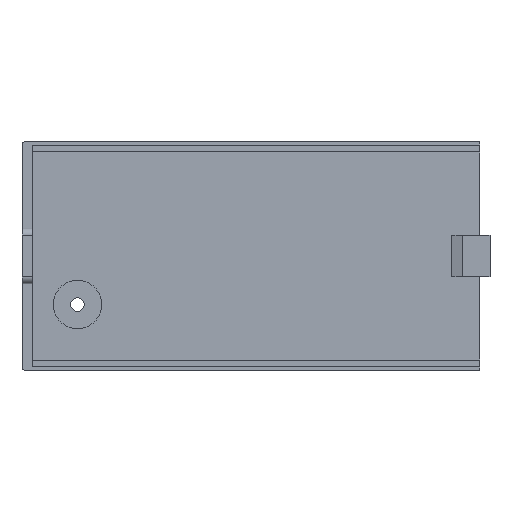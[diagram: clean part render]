
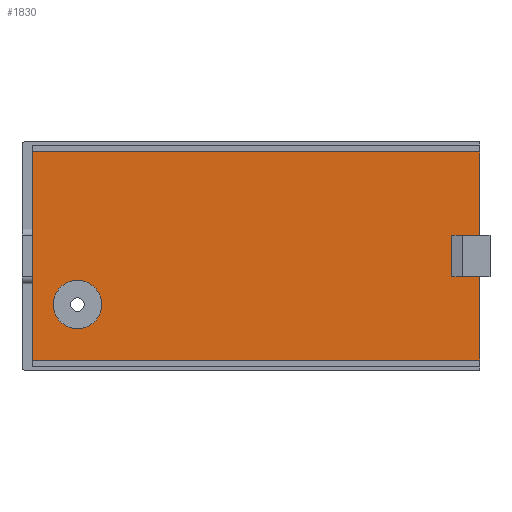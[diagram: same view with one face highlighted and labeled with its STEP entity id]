
A CAD part, front view. The second image highlights one B-rep face of the part: STEP entity #1830.
In plain terms, the highlighted planar face has unit normal (0, -1, 0).
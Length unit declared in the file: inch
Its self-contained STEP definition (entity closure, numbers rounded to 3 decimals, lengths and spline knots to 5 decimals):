
#1 = LINE ( 'NONE', #1422, #834 ) ;
#18 = VERTEX_POINT ( 'NONE', #1273 ) ;
#43 = VERTEX_POINT ( 'NONE', #370 ) ;
#75 = CARTESIAN_POINT ( 'NONE',  ( -1.23992, 0.09843, 0.59044 ) ) ;
#83 = CARTESIAN_POINT ( 'NONE',  ( 1.29897, 0.09843, 0.59044 ) ) ;
#99 = DIRECTION ( 'NONE',  ( 0., 0., -1. ) ) ;
#117 = DIRECTION ( 'NONE',  ( 1., 0., 0. ) ) ;
#137 = VERTEX_POINT ( 'NONE', #429 ) ;
#166 = EDGE_LOOP ( 'NONE', ( #1628, #1119, #421, #1430, #914, #412, #797, #940 ) ) ;
#178 = EDGE_CURVE ( 'NONE', #1456, #18, #1797, .T. ) ;
#180 = EDGE_CURVE ( 'NONE', #1579, #590, #1577, .T. ) ;
#183 = EDGE_CURVE ( 'NONE', #204, #43, #885, .T. ) ;
#204 = VERTEX_POINT ( 'NONE', #1698 ) ;
#254 = CARTESIAN_POINT ( 'NONE',  ( -1.23992, 0.09843, -0.59044 ) ) ;
#368 = DIRECTION ( 'NONE',  ( 1., 0., 0. ) ) ;
#370 = CARTESIAN_POINT ( 'NONE',  ( 1.29897, 0.09843, 0.11811 ) ) ;
#411 = DIRECTION ( 'NONE',  ( 0., 0., 1. ) ) ;
#412 = ORIENTED_EDGE ( 'NONE', *, *, #621, .F. ) ;
#414 = VECTOR ( 'NONE', #99, 39.37008 ) ;
#421 = ORIENTED_EDGE ( 'NONE', *, *, #1048, .F. ) ;
#429 = CARTESIAN_POINT ( 'NONE',  ( 1.29897, 0.09843, -0.59044 ) ) ;
#432 = DIRECTION ( 'NONE',  ( 0., 0., -1. ) ) ;
#439 = VECTOR ( 'NONE', #411, 39.37008 ) ;
#493 = EDGE_CURVE ( 'NONE', #204, #1624, #1799, .T. ) ;
#506 = CARTESIAN_POINT ( 'NONE',  ( 1.29897, 0.09843, -0.11811 ) ) ;
#528 = PLANE ( 'NONE',  #1301 ) ;
#554 = CARTESIAN_POINT ( 'NONE',  ( 1.29897, 0.09843, 0.59044 ) ) ;
#570 = CARTESIAN_POINT ( 'NONE',  ( -1.27929, 0.09843, 0.11811 ) ) ;
#590 = VERTEX_POINT ( 'NONE', #631 ) ;
#608 = VECTOR ( 'NONE', #432, 39.37008 ) ;
#621 = EDGE_CURVE ( 'NONE', #137, #1456, #1, .T. ) ;
#626 = CIRCLE ( 'NONE', #1775, 0.1378 ) ;
#631 = CARTESIAN_POINT ( 'NONE',  ( -0.84622, 0.09843, -0.27548 ) ) ;
#701 = VERTEX_POINT ( 'NONE', #506 ) ;
#712 = CARTESIAN_POINT ( 'NONE',  ( -1.23992, 0.09843, -0.59044 ) ) ;
#731 = DIRECTION ( 'NONE',  ( 0., 0., -1. ) ) ;
#797 = ORIENTED_EDGE ( 'NONE', *, *, #1406, .F. ) ;
#814 = FACE_BOUND ( 'NONE', #1903, .T. ) ;
#834 = VECTOR ( 'NONE', #1275, 39.37008 ) ;
#885 = LINE ( 'NONE', #570, #1608 ) ;
#904 = DIRECTION ( 'NONE',  ( 1., 0., 0. ) ) ;
#914 = ORIENTED_EDGE ( 'NONE', *, *, #178, .F. ) ;
#940 = ORIENTED_EDGE ( 'NONE', *, *, #1396, .F. ) ;
#977 = DIRECTION ( 'NONE',  ( 0., 0., -1. ) ) ;
#1002 = VECTOR ( 'NONE', #368, 39.37008 ) ;
#1031 = DIRECTION ( 'NONE',  ( 1., 0., 0. ) ) ;
#1048 = EDGE_CURVE ( 'NONE', #1274, #43, #1271, .T. ) ;
#1119 = ORIENTED_EDGE ( 'NONE', *, *, #183, .T. ) ;
#1159 = EDGE_CURVE ( 'NONE', #18, #1274, #1787, .T. ) ;
#1271 = LINE ( 'NONE', #83, #414 ) ;
#1273 = CARTESIAN_POINT ( 'NONE',  ( -1.23992, 0.09843, 0.59044 ) ) ;
#1274 = VERTEX_POINT ( 'NONE', #1505 ) ;
#1275 = DIRECTION ( 'NONE',  ( -1., 0., 0. ) ) ;
#1301 = AXIS2_PLACEMENT_3D ( 'NONE', #1601, #1453, #977 ) ;
#1339 = CARTESIAN_POINT ( 'NONE',  ( -0.98401, 0.09843, -0.27548 ) ) ;
#1378 = ORIENTED_EDGE ( 'NONE', *, *, #180, .F. ) ;
#1396 = EDGE_CURVE ( 'NONE', #1624, #701, #1514, .T. ) ;
#1406 = EDGE_CURVE ( 'NONE', #701, #137, #1802, .T. ) ;
#1422 = CARTESIAN_POINT ( 'NONE',  ( 1.29897, 0.09843, -0.59044 ) ) ;
#1430 = ORIENTED_EDGE ( 'NONE', *, *, #1159, .F. ) ;
#1441 = FACE_OUTER_BOUND ( 'NONE', #166, .T. ) ;
#1447 = AXIS2_PLACEMENT_3D ( 'NONE', #1339, #1952, #1031 ) ;
#1453 = DIRECTION ( 'NONE',  ( 0., -1., 0. ) ) ;
#1456 = VERTEX_POINT ( 'NONE', #254 ) ;
#1475 = EDGE_CURVE ( 'NONE', #590, #1579, #626, .T. ) ;
#1486 = CARTESIAN_POINT ( 'NONE',  ( 1.14149, 0.09843, 0.11811 ) ) ;
#1505 = CARTESIAN_POINT ( 'NONE',  ( 1.29897, 0.09843, 0.59044 ) ) ;
#1514 = LINE ( 'NONE', #1832, #1664 ) ;
#1529 = CARTESIAN_POINT ( 'NONE',  ( -1.12181, 0.09843, -0.27548 ) ) ;
#1577 = CIRCLE ( 'NONE', #1447, 0.1378 ) ;
#1579 = VERTEX_POINT ( 'NONE', #1529 ) ;
#1601 = CARTESIAN_POINT ( 'NONE',  ( -1.27929, 0.09843, 0.6495 ) ) ;
#1608 = VECTOR ( 'NONE', #117, 39.37008 ) ;
#1624 = VERTEX_POINT ( 'NONE', #1687 ) ;
#1628 = ORIENTED_EDGE ( 'NONE', *, *, #493, .F. ) ;
#1648 = DIRECTION ( 'NONE',  ( 0., -1., 0. ) ) ;
#1664 = VECTOR ( 'NONE', #904, 39.37008 ) ;
#1687 = CARTESIAN_POINT ( 'NONE',  ( 1.14149, 0.09843, -0.11811 ) ) ;
#1698 = CARTESIAN_POINT ( 'NONE',  ( 1.14149, 0.09843, 0.11811 ) ) ;
#1721 = ORIENTED_EDGE ( 'NONE', *, *, #1475, .F. ) ;
#1775 = AXIS2_PLACEMENT_3D ( 'NONE', #1969, #1648, #1944 ) ;
#1787 = LINE ( 'NONE', #75, #1002 ) ;
#1797 = LINE ( 'NONE', #712, #439 ) ;
#1799 = LINE ( 'NONE', #1486, #608 ) ;
#1802 = LINE ( 'NONE', #554, #1956 ) ;
#1830 = ADVANCED_FACE ( 'NONE', ( #814, #1441 ), #528, .T. ) ;
#1832 = CARTESIAN_POINT ( 'NONE',  ( -1.27929, 0.09843, -0.11811 ) ) ;
#1903 = EDGE_LOOP ( 'NONE', ( #1378, #1721 ) ) ;
#1944 = DIRECTION ( 'NONE',  ( 1., 0., 0. ) ) ;
#1952 = DIRECTION ( 'NONE',  ( 0., -1., 0. ) ) ;
#1956 = VECTOR ( 'NONE', #731, 39.37008 ) ;
#1969 = CARTESIAN_POINT ( 'NONE',  ( -0.98401, 0.09843, -0.27548 ) ) ;
